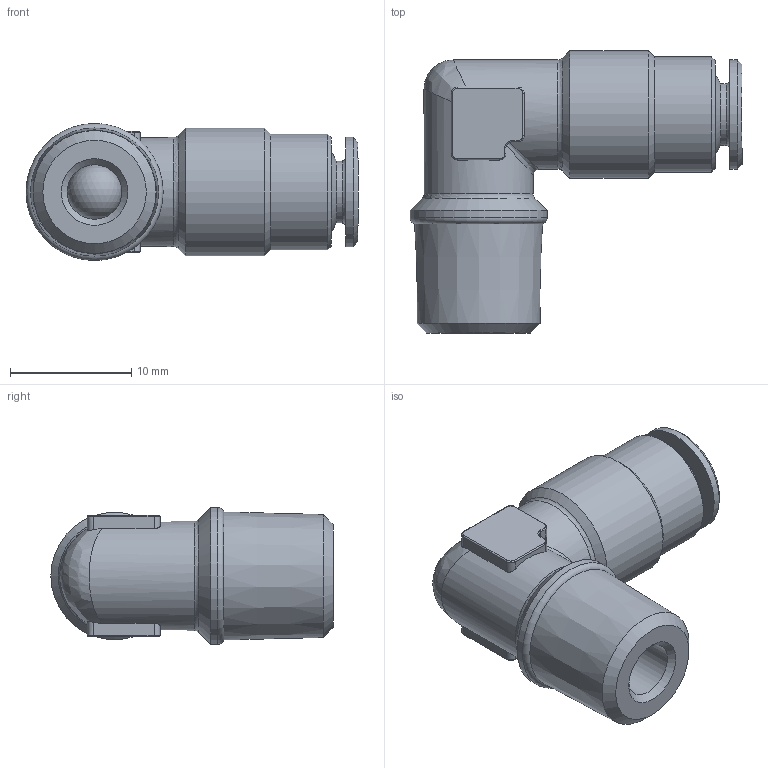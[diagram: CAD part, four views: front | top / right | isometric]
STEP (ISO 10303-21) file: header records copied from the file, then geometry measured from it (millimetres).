
FILE_DESCRIPTION(/* description */ ('STEP AP214'),/* implementation_level */ '2;1');
FILE_NAME(/* name */ 'H0040610',/* time_stamp */ '2023-05-10T14:21:02+02:00',/* author */ ('License CC BY-ND 4.0'),/* organization */ ('CADENAS'),/* preprocessor_version */ 'ST-DEVELOPER v19.3',/* originating_system */ 'PARTsolutions',/* authorisation */ ' ');
FILE_SCHEMA (('AUTOMOTIVE_DESIGN {1 0 10303 214 3 1 1}'));
Length unit declared in the file: millimetre
Products named in the file (1): H0040610
Bounding box: 27.35 x 23.25 x 11.3 mm (x, y, z)
Volume: 2444.2 mm3; surface area: 1962.4 mm2
Topology: 1 solids, 1 shells, 82 faces, 200 edges, 120 vertices
Faces by surface type: cylinder 34, plane 18, torus 16, cone 11, bspline 2, sphere 1
Full cylindrical faces by diameter (mm): 2.5 x1, 4.15 x1, 4.5 x1, 5.1 x1, 9 x3, 9.5 x1, 10.5 x1, 11.3 x1
Entity records: 2978 total; most frequent: CARTESIAN_POINT 636, DIRECTION 380, ORIENTED_EDGE 324, EDGE_CURVE 162, AXIS2_PLACEMENT_3D 162, EDGE_LOOP 111, FACE_BOUND 111, VERTEX_POINT 109
